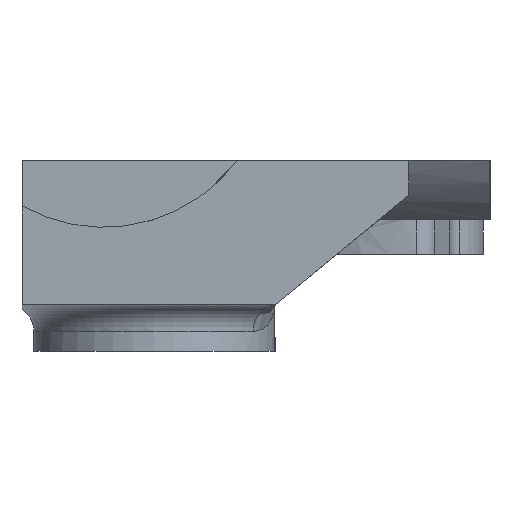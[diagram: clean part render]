
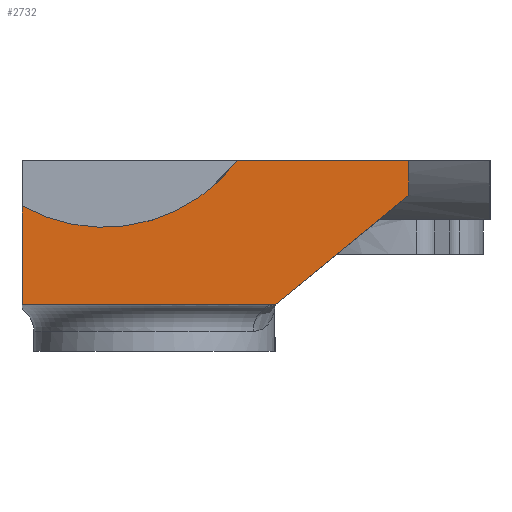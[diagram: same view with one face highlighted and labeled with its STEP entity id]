
A CAD part, left-side view. The second image highlights one B-rep face of the part: STEP entity #2732.
In plain terms, the highlighted planar face has unit normal (-1, 0, 0).
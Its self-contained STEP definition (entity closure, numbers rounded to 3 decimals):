
#185=CIRCLE('',#3012,12.5);
#448=FACE_OUTER_BOUND('',#621,.T.);
#621=EDGE_LOOP('',(#2300,#2301,#2302,#2303,#2304,#2305));
#762=LINE('',#4114,#1002);
#793=LINE('',#4191,#1033);
#808=LINE('',#4283,#1048);
#814=LINE('',#4293,#1054);
#879=LINE('',#4911,#1119);
#1002=VECTOR('',#3283,1000.);
#1033=VECTOR('',#3352,1000.);
#1048=VECTOR('',#3393,1000.);
#1054=VECTOR('',#3401,1000.);
#1119=VECTOR('',#3678,1000.);
#1273=VERTEX_POINT('',#4111);
#1274=VERTEX_POINT('',#4113);
#1301=VERTEX_POINT('',#4189);
#1319=VERTEX_POINT('',#4280);
#1320=VERTEX_POINT('',#4282);
#1323=VERTEX_POINT('',#4291);
#1532=EDGE_CURVE('',#1273,#1274,#762,.T.);
#1571=EDGE_CURVE('',#1301,#1273,#793,.T.);
#1600=EDGE_CURVE('',#1319,#1320,#808,.T.);
#1606=EDGE_CURVE('',#1301,#1323,#814,.T.);
#1727=EDGE_CURVE('',#1320,#1323,#185,.T.);
#1734=EDGE_CURVE('',#1319,#1274,#879,.T.);
#2300=ORIENTED_EDGE('',*,*,#1727,.F.);
#2301=ORIENTED_EDGE('',*,*,#1600,.F.);
#2302=ORIENTED_EDGE('',*,*,#1734,.T.);
#2303=ORIENTED_EDGE('',*,*,#1532,.F.);
#2304=ORIENTED_EDGE('',*,*,#1571,.F.);
#2305=ORIENTED_EDGE('',*,*,#1606,.T.);
#2597=PLANE('',#3017);
#2732=ADVANCED_FACE('',(#448),#2597,.F.);
#3012=AXIS2_PLACEMENT_3D('',#4897,#3664,#3665);
#3017=AXIS2_PLACEMENT_3D('',#4910,#3676,#3677);
#3283=DIRECTION('',(0.,0.773,-0.634));
#3352=DIRECTION('',(0.,0.,-1.));
#3393=DIRECTION('',(0.,0.,1.));
#3401=DIRECTION('',(0.,1.,0.));
#3664=DIRECTION('center_axis',(-1.,0.,0.));
#3665=DIRECTION('ref_axis',(0.,0.,1.));
#3676=DIRECTION('center_axis',(1.,0.,0.));
#3677=DIRECTION('ref_axis',(0.,0.,-1.));
#3678=DIRECTION('',(0.,-1.,0.));
#4111=CARTESIAN_POINT('',(-39.903,49.625,106.866));
#4113=CARTESIAN_POINT('',(-39.903,59.625,98.666));
#4114=CARTESIAN_POINT('',(-39.903,59.625,98.666));
#4189=CARTESIAN_POINT('',(-39.903,49.625,109.466));
#4191=CARTESIAN_POINT('',(-39.903,49.625,123.609));
#4280=CARTESIAN_POINT('',(-39.903,78.595,98.666));
#4282=CARTESIAN_POINT('',(-39.903,78.595,106.067));
#4283=CARTESIAN_POINT('',(-39.903,78.595,0.));
#4291=CARTESIAN_POINT('',(-39.903,62.475,109.466));
#4293=CARTESIAN_POINT('',(-39.903,59.625,109.466));
#4897=CARTESIAN_POINT('Origin',(-39.903,72.475,116.966));
#4910=CARTESIAN_POINT('Origin',(-39.903,78.625,135.266));
#4911=CARTESIAN_POINT('',(-39.903,78.625,98.666));
